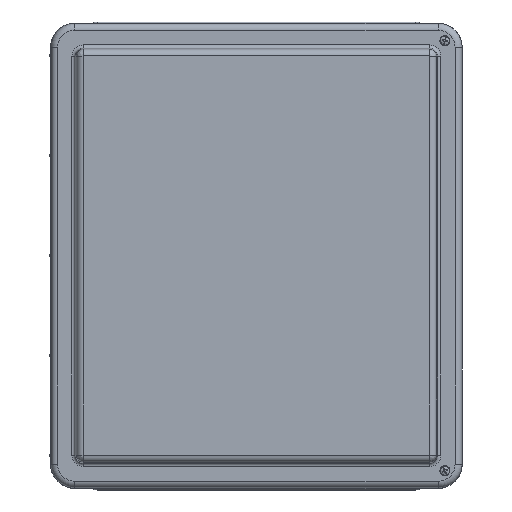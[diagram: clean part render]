
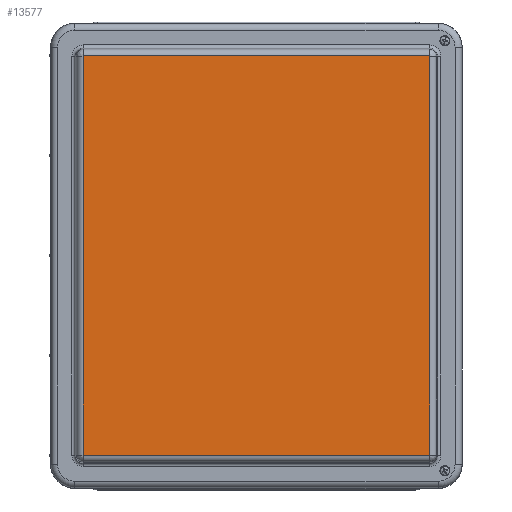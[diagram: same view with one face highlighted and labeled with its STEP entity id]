
A CAD part, top view. The second image highlights one B-rep face of the part: STEP entity #13577.
In plain terms, the highlighted planar face has unit normal (0, 0, 1).
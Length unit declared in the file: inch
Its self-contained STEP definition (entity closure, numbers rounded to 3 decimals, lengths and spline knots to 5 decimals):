
#1149=LINE($,#24479,#2115);
#1152=LINE($,#24486,#2118);
#1153=LINE($,#24519,#2119);
#1156=LINE($,#24526,#2122);
#2115=VECTOR($,#18774,14.945);
#2118=VECTOR($,#18781,12.96687);
#2119=VECTOR($,#18798,12.96687);
#2122=VECTOR($,#18805,14.945);
#2488=PLANE($,#15042);
#3933=FACE_OUTER_BOUND($,#5049,.T.);
#5049=EDGE_LOOP($,(#12235,#12236,#12237,#12238,#12239,#12240,#12241,#12242));
#5899=CIRCLE($,#15017,0.00892);
#5905=CIRCLE($,#15025,0.00892);
#5909=CIRCLE($,#15029,0.00892);
#5913=CIRCLE($,#15035,0.00892);
#7151=VERTEX_POINT($,#24468);
#7152=VERTEX_POINT($,#24470);
#7155=VERTEX_POINT($,#24477);
#7156=VERTEX_POINT($,#24482);
#7159=VERTEX_POINT($,#24497);
#7160=VERTEX_POINT($,#24510);
#7163=VERTEX_POINT($,#24517);
#7164=VERTEX_POINT($,#24522);
#8890=EDGE_CURVE($,#7151,#7152,#5899,.T.);
#8894=EDGE_CURVE($,#7155,#7151,#1149,.T.);
#8898=EDGE_CURVE($,#7152,#7156,#1152,.T.);
#8900=EDGE_CURVE($,#7159,#7155,#5905,.T.);
#8904=EDGE_CURVE($,#7156,#7160,#5909,.T.);
#8906=EDGE_CURVE($,#7163,#7159,#1153,.T.);
#8910=EDGE_CURVE($,#7160,#7164,#1156,.T.);
#8912=EDGE_CURVE($,#7164,#7163,#5913,.T.);
#12235=ORIENTED_EDGE($,*,*,#8890,.F.);
#12236=ORIENTED_EDGE($,*,*,#8894,.F.);
#12237=ORIENTED_EDGE($,*,*,#8900,.F.);
#12238=ORIENTED_EDGE($,*,*,#8906,.F.);
#12239=ORIENTED_EDGE($,*,*,#8912,.F.);
#12240=ORIENTED_EDGE($,*,*,#8910,.F.);
#12241=ORIENTED_EDGE($,*,*,#8904,.F.);
#12242=ORIENTED_EDGE($,*,*,#8898,.F.);
#13577=ADVANCED_FACE($,(#3933),#2488,.T.);
#15017=AXIS2_PLACEMENT_3D($,#24471,#18764,#18765);
#15025=AXIS2_PLACEMENT_3D($,#24499,#18784,#18785);
#15029=AXIS2_PLACEMENT_3D($,#24514,#18792,#18793);
#15035=AXIS2_PLACEMENT_3D($,#24537,#18808,#18809);
#15042=AXIS2_PLACEMENT_3D($,#24556,#18829,#18830);
#18764=DIRECTION('center_axis',(0.,0.,-1.));
#18765=DIRECTION('ref_axis',(0.707,-0.707,0.));
#18774=DIRECTION($,(0.,-1.,0.));
#18781=DIRECTION($,(-1.,0.,0.));
#18784=DIRECTION('center_axis',(0.,0.,-1.));
#18785=DIRECTION('ref_axis',(0.707,0.707,0.));
#18792=DIRECTION('center_axis',(0.,0.,-1.));
#18793=DIRECTION('ref_axis',(-0.707,-0.707,0.));
#18798=DIRECTION($,(1.,0.,0.));
#18805=DIRECTION($,(0.,1.,0.));
#18808=DIRECTION('center_axis',(0.,0.,-1.));
#18809=DIRECTION('ref_axis',(-0.707,0.707,0.));
#18829=DIRECTION('center_axis',(0.,0.,1.));
#18830=DIRECTION('ref_axis',(1.,0.,0.));
#24468=CARTESIAN_POINT('',(6.49235,-7.4725,2.245));
#24470=CARTESIAN_POINT('',(6.48344,-7.48142,2.245));
#24471=CARTESIAN_POINT('Origin',(6.48344,-7.4725,2.245));
#24477=CARTESIAN_POINT('',(6.49235,7.4725,2.245));
#24479=CARTESIAN_POINT($,(6.49235,7.4725,2.245));
#24482=CARTESIAN_POINT('',(-6.48344,-7.48142,2.245));
#24486=CARTESIAN_POINT($,(6.48344,-7.48142,2.245));
#24497=CARTESIAN_POINT('',(6.48344,7.48142,2.245));
#24499=CARTESIAN_POINT('Origin',(6.48344,7.4725,2.245));
#24510=CARTESIAN_POINT('',(-6.49235,-7.4725,2.245));
#24514=CARTESIAN_POINT('Origin',(-6.48344,-7.4725,2.245));
#24517=CARTESIAN_POINT('',(-6.48344,7.48142,2.245));
#24519=CARTESIAN_POINT($,(-6.48344,7.48142,2.245));
#24522=CARTESIAN_POINT('',(-6.49235,7.4725,2.245));
#24526=CARTESIAN_POINT($,(-6.49235,-7.4725,2.245));
#24537=CARTESIAN_POINT('Origin',(-6.48344,7.4725,2.245));
#24556=CARTESIAN_POINT('Origin',(0.,0.,2.245));
